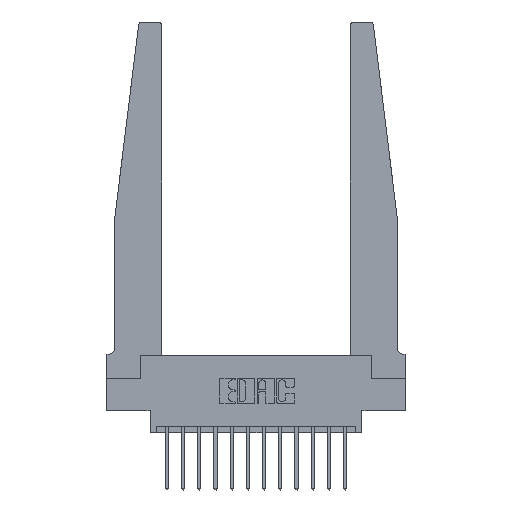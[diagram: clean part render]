
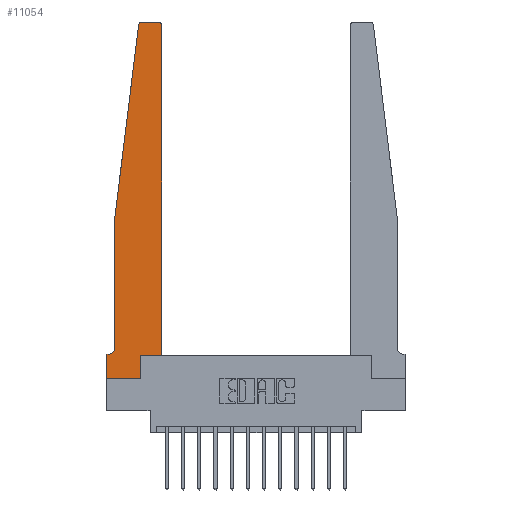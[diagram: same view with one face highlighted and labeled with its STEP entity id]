
A CAD part, top view. The second image highlights one B-rep face of the part: STEP entity #11054.
In plain terms, the highlighted planar face has unit normal (0, 0, 1).
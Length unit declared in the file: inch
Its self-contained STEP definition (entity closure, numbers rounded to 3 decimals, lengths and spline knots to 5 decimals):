
#253 = CARTESIAN_POINT ( 'NONE',  ( 0.065, 0.2375, 0.37 ) ) ;
#1404 = AXIS2_PLACEMENT_3D ( 'NONE', #11451, #13830, #11711 ) ;
#1446 = LINE ( 'NONE', #2498, #17053 ) ;
#1465 = ORIENTED_EDGE ( 'NONE', *, *, #13513, .T. ) ;
#1570 = CIRCLE ( 'NONE', #11306, 0.03 ) ;
#1873 = ORIENTED_EDGE ( 'NONE', *, *, #5248, .T. ) ;
#2015 = CARTESIAN_POINT ( 'NONE',  ( 0.395, 2.75, 0.37 ) ) ;
#2381 = LINE ( 'NONE', #7714, #6712 ) ;
#2427 = CARTESIAN_POINT ( 'NONE',  ( 0.27653, 2.72, 0.37 ) ) ;
#2498 = CARTESIAN_POINT ( 'NONE',  ( 0.2605, 0.18, 0.37 ) ) ;
#3142 = VERTEX_POINT ( 'NONE', #12564 ) ;
#3179 = EDGE_CURVE ( 'NONE', #17096, #13100, #4688, .T. ) ;
#3233 = PLANE ( 'NONE',  #1404 ) ;
#3338 = ORIENTED_EDGE ( 'NONE', *, *, #5403, .T. ) ;
#3485 = CARTESIAN_POINT ( 'NONE',  ( 0.425, 0.18, 0.37 ) ) ;
#3546 = CARTESIAN_POINT ( 'NONE',  ( 0.015, 0.1875, 0.37 ) ) ;
#3936 = ORIENTED_EDGE ( 'NONE', *, *, #3179, .T. ) ;
#3940 = AXIS2_PLACEMENT_3D ( 'NONE', #11694, #7790, #5454 ) ;
#4162 = EDGE_LOOP ( 'NONE', ( #7332, #13691, #1465, #3936, #3338, #1873, #13220, #13161, #12815, #16004, #7418, #15221 ) ) ;
#4227 = LINE ( 'NONE', #14796, #4264 ) ;
#4264 = VECTOR ( 'NONE', #14961, 39.37008 ) ;
#4280 = VECTOR ( 'NONE', #4873, 39.37008 ) ;
#4503 = LINE ( 'NONE', #5792, #16995 ) ;
#4515 = CIRCLE ( 'NONE', #3940, 0.05 ) ;
#4559 = FACE_OUTER_BOUND ( 'NONE', #4162, .T. ) ;
#4688 = LINE ( 'NONE', #9004, #16583 ) ;
#4873 = DIRECTION ( 'NONE',  ( 1., 0., 0. ) ) ;
#5040 = CARTESIAN_POINT ( 'NONE',  ( 0., 0., 0.37 ) ) ;
#5248 = EDGE_CURVE ( 'NONE', #17212, #6269, #2381, .T. ) ;
#5302 = VERTEX_POINT ( 'NONE', #7534 ) ;
#5403 = EDGE_CURVE ( 'NONE', #13100, #17212, #4515, .T. ) ;
#5454 = DIRECTION ( 'NONE',  ( -1., 0., 0. ) ) ;
#5467 = CARTESIAN_POINT ( 'NONE',  ( 0.27653, 2.75, 0.37 ) ) ;
#5559 = VERTEX_POINT ( 'NONE', #15959 ) ;
#5600 = EDGE_CURVE ( 'NONE', #5559, #15696, #4503, .T. ) ;
#5792 = CARTESIAN_POINT ( 'NONE',  ( 0.425, 0.18, 0.37 ) ) ;
#5980 = CARTESIAN_POINT ( 'NONE',  ( 0.065, 1.25, 0.37 ) ) ;
#6174 = EDGE_CURVE ( 'NONE', #13299, #14537, #4227, .T. ) ;
#6201 = LINE ( 'NONE', #9140, #11447 ) ;
#6269 = VERTEX_POINT ( 'NONE', #8875 ) ;
#6314 = DIRECTION ( 'NONE',  ( -1., 0., 0. ) ) ;
#6451 = EDGE_CURVE ( 'NONE', #14537, #15130, #15638, .T. ) ;
#6712 = VECTOR ( 'NONE', #6314, 39.37008 ) ;
#6740 = EDGE_CURVE ( 'NONE', #6269, #13762, #16685, .T. ) ;
#6788 = EDGE_CURVE ( 'NONE', #15696, #3142, #10070, .T. ) ;
#7220 = CARTESIAN_POINT ( 'NONE',  ( 0., 0., 0.37 ) ) ;
#7332 = ORIENTED_EDGE ( 'NONE', *, *, #6174, .T. ) ;
#7418 = ORIENTED_EDGE ( 'NONE', *, *, #6788, .T. ) ;
#7534 = CARTESIAN_POINT ( 'NONE',  ( 0.2605, 0., 0.37 ) ) ;
#7714 = CARTESIAN_POINT ( 'NONE',  ( 0.065, 0.1875, 0.37 ) ) ;
#7790 = DIRECTION ( 'NONE',  ( 0., 0., -1. ) ) ;
#7822 = DIRECTION ( 'NONE',  ( 0., 1., 0. ) ) ;
#8543 = EDGE_CURVE ( 'NONE', #3142, #13299, #1570, .T. ) ;
#8771 = DIRECTION ( 'NONE',  ( 0., 1., 0. ) ) ;
#8875 = CARTESIAN_POINT ( 'NONE',  ( 0., 0.1875, 0.37 ) ) ;
#9004 = CARTESIAN_POINT ( 'NONE',  ( 0.065, 1.25, 0.37 ) ) ;
#9129 = DIRECTION ( 'NONE',  ( 1., 0., 0. ) ) ;
#9140 = CARTESIAN_POINT ( 'NONE',  ( 0.065, 1.25, 0.37 ) ) ;
#9661 = EDGE_CURVE ( 'NONE', #5302, #5559, #1446, .T. ) ;
#10070 = LINE ( 'NONE', #3485, #15656 ) ;
#10471 = DIRECTION ( 'NONE',  ( 0., 0., 1. ) ) ;
#10698 = CARTESIAN_POINT ( 'NONE',  ( 0., 0., 0.37 ) ) ;
#11054 = ADVANCED_FACE ( 'NONE', ( #4559 ), #3233, .T. ) ;
#11306 = AXIS2_PLACEMENT_3D ( 'NONE', #14137, #10471, #12988 ) ;
#11447 = VECTOR ( 'NONE', #17145, 39.37008 ) ;
#11451 = CARTESIAN_POINT ( 'NONE',  ( 0., 0.1875, 0.37 ) ) ;
#11624 = LINE ( 'NONE', #5040, #4280 ) ;
#11694 = CARTESIAN_POINT ( 'NONE',  ( 0.015, 0.2375, 0.37 ) ) ;
#11711 = DIRECTION ( 'NONE',  ( 1., 0., 0. ) ) ;
#12564 = CARTESIAN_POINT ( 'NONE',  ( 0.425, 2.72, 0.37 ) ) ;
#12584 = AXIS2_PLACEMENT_3D ( 'NONE', #2427, #12935, #9129 ) ;
#12815 = ORIENTED_EDGE ( 'NONE', *, *, #9661, .T. ) ;
#12935 = DIRECTION ( 'NONE',  ( 0., 0., 1. ) ) ;
#12988 = DIRECTION ( 'NONE',  ( 1., 0., 0. ) ) ;
#13100 = VERTEX_POINT ( 'NONE', #253 ) ;
#13161 = ORIENTED_EDGE ( 'NONE', *, *, #14257, .T. ) ;
#13176 = CARTESIAN_POINT ( 'NONE',  ( 0.425, 0.18, 0.37 ) ) ;
#13220 = ORIENTED_EDGE ( 'NONE', *, *, #6740, .T. ) ;
#13299 = VERTEX_POINT ( 'NONE', #2015 ) ;
#13446 = VECTOR ( 'NONE', #13987, 39.37008 ) ;
#13513 = EDGE_CURVE ( 'NONE', #15130, #17096, #6201, .T. ) ;
#13598 = DIRECTION ( 'NONE',  ( 1., 0., 0. ) ) ;
#13691 = ORIENTED_EDGE ( 'NONE', *, *, #6451, .T. ) ;
#13762 = VERTEX_POINT ( 'NONE', #10698 ) ;
#13830 = DIRECTION ( 'NONE',  ( 0., 0., 1. ) ) ;
#13987 = DIRECTION ( 'NONE',  ( 0., -1., 0. ) ) ;
#14137 = CARTESIAN_POINT ( 'NONE',  ( 0.395, 2.72, 0.37 ) ) ;
#14257 = EDGE_CURVE ( 'NONE', #13762, #5302, #11624, .T. ) ;
#14527 = DIRECTION ( 'NONE',  ( 0., -1., 0. ) ) ;
#14537 = VERTEX_POINT ( 'NONE', #5467 ) ;
#14796 = CARTESIAN_POINT ( 'NONE',  ( 0.25, 2.75, 0.37 ) ) ;
#14890 = CARTESIAN_POINT ( 'NONE',  ( 0.24675, 2.72367, 0.37 ) ) ;
#14961 = DIRECTION ( 'NONE',  ( -1., 0., 0. ) ) ;
#15130 = VERTEX_POINT ( 'NONE', #14890 ) ;
#15221 = ORIENTED_EDGE ( 'NONE', *, *, #8543, .T. ) ;
#15638 = CIRCLE ( 'NONE', #12584, 0.03 ) ;
#15656 = VECTOR ( 'NONE', #8771, 39.37008 ) ;
#15696 = VERTEX_POINT ( 'NONE', #13176 ) ;
#15959 = CARTESIAN_POINT ( 'NONE',  ( 0.2605, 0.18, 0.37 ) ) ;
#16004 = ORIENTED_EDGE ( 'NONE', *, *, #5600, .T. ) ;
#16583 = VECTOR ( 'NONE', #14527, 39.37008 ) ;
#16685 = LINE ( 'NONE', #7220, #13446 ) ;
#16995 = VECTOR ( 'NONE', #13598, 39.37008 ) ;
#17053 = VECTOR ( 'NONE', #7822, 39.37008 ) ;
#17096 = VERTEX_POINT ( 'NONE', #5980 ) ;
#17145 = DIRECTION ( 'NONE',  ( -0.122, -0.992, 0. ) ) ;
#17212 = VERTEX_POINT ( 'NONE', #3546 ) ;
